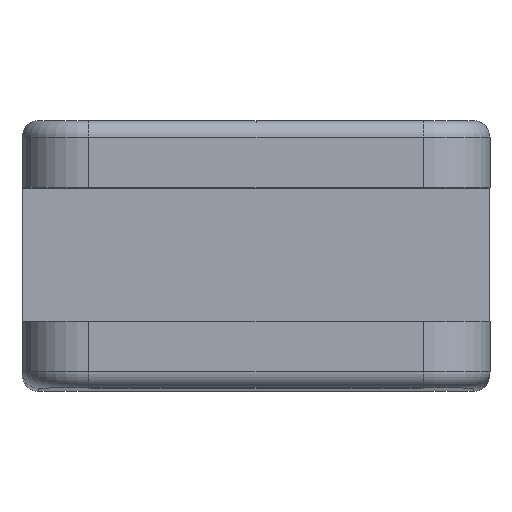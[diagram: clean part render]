
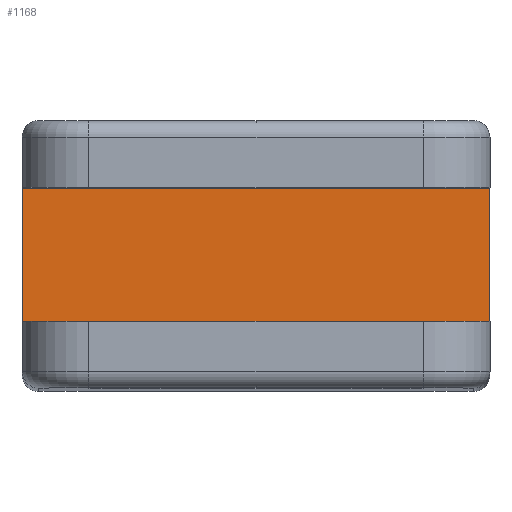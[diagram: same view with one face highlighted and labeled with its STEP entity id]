
A CAD part, top view. The second image highlights one B-rep face of the part: STEP entity #1168.
In plain terms, the highlighted planar face has unit normal (0, 0, 1).
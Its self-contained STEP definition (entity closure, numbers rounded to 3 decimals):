
#22 = VECTOR ( 'NONE', #867, 1000. ) ;
#44 = FACE_OUTER_BOUND ( 'NONE', #75, .T. ) ;
#75 = EDGE_LOOP ( 'NONE', ( #1231, #605, #422, #1278 ) ) ;
#85 = EDGE_CURVE ( 'NONE', #330, #1160, #513, .T. ) ;
#94 = VECTOR ( 'NONE', #1322, 1000. ) ;
#120 = CARTESIAN_POINT ( 'NONE',  ( 70., 20., -150. ) ) ;
#133 = VERTEX_POINT ( 'NONE', #1342 ) ;
#144 = CARTESIAN_POINT ( 'NONE',  ( -130., 20., -150. ) ) ;
#198 = EDGE_CURVE ( 'NONE', #635, #330, #1481, .T. ) ;
#291 = CARTESIAN_POINT ( 'NONE',  ( -130., 60., -150. ) ) ;
#330 = VERTEX_POINT ( 'NONE', #1152 ) ;
#357 = DIRECTION ( 'NONE',  ( 0., 1., 0. ) ) ;
#402 = EDGE_CURVE ( 'NONE', #133, #1160, #798, .T. ) ;
#422 = ORIENTED_EDGE ( 'NONE', *, *, #85, .F. ) ;
#513 = LINE ( 'NONE', #291, #22 ) ;
#555 = AXIS2_PLACEMENT_3D ( 'NONE', #144, #833, #1043 ) ;
#587 = VECTOR ( 'NONE', #1483, 1000. ) ;
#605 = ORIENTED_EDGE ( 'NONE', *, *, #402, .T. ) ;
#635 = VERTEX_POINT ( 'NONE', #857 ) ;
#721 = CARTESIAN_POINT ( 'NONE',  ( -130., 20., -150. ) ) ;
#798 = LINE ( 'NONE', #120, #1337 ) ;
#833 = DIRECTION ( 'NONE',  ( 0., 0., -1. ) ) ;
#857 = CARTESIAN_POINT ( 'NONE',  ( -70., 20., -150. ) ) ;
#867 = DIRECTION ( 'NONE',  ( 1., 0., 0. ) ) ;
#874 = EDGE_CURVE ( 'NONE', #635, #133, #1167, .T. ) ;
#998 = CARTESIAN_POINT ( 'NONE',  ( -70., 80., -150. ) ) ;
#1043 = DIRECTION ( 'NONE',  ( -1., 0., 0. ) ) ;
#1152 = CARTESIAN_POINT ( 'NONE',  ( -70., 60., -150. ) ) ;
#1160 = VERTEX_POINT ( 'NONE', #1425 ) ;
#1166 = PLANE ( 'NONE',  #555 ) ;
#1167 = LINE ( 'NONE', #721, #94 ) ;
#1168 = ADVANCED_FACE ( 'NONE', ( #44 ), #1166, .F. ) ;
#1231 = ORIENTED_EDGE ( 'NONE', *, *, #874, .T. ) ;
#1278 = ORIENTED_EDGE ( 'NONE', *, *, #198, .F. ) ;
#1322 = DIRECTION ( 'NONE',  ( 1., 0., 0. ) ) ;
#1337 = VECTOR ( 'NONE', #357, 1000. ) ;
#1342 = CARTESIAN_POINT ( 'NONE',  ( 70., 20., -150. ) ) ;
#1425 = CARTESIAN_POINT ( 'NONE',  ( 70., 60., -150. ) ) ;
#1481 = LINE ( 'NONE', #998, #587 ) ;
#1483 = DIRECTION ( 'NONE',  ( 0., 1., 0. ) ) ;
